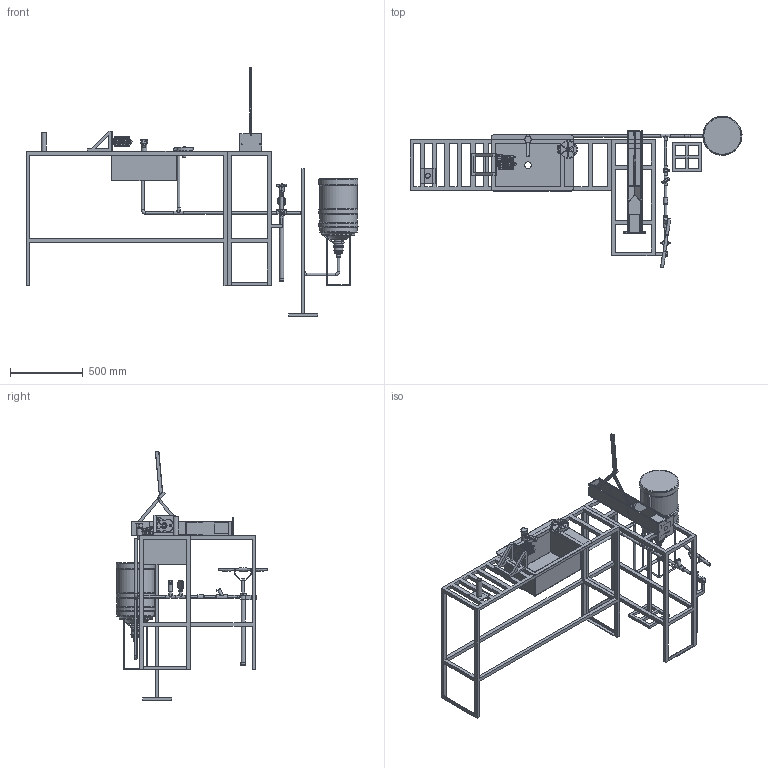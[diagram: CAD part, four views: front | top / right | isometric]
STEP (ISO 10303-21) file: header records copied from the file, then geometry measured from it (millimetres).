
FILE_DESCRIPTION(/* description */ ('STEP AP242','CAx-IF Rec.Pracs.---Representation and Presentation of Product Manufacturing Information (PMI)---4.0---2014-10-13','CAx-IF Rec.Pracs.---3D Tessellated Geometry---0.4---2014-09-14','2;1'),/* implementation_level */ '2;1');
FILE_NAME(/* name */ '65b4f5d06da5e638ca998a23',/* time_stamp */ '2024-01-27T12:23:45Z',/* author */ (''),/* organization */ (''),/* preprocessor_version */ 'ST-DEVELOPER v19.4',/* originating_system */ ' ',/* authorisation */ ' ');
FILE_SCHEMA (('AP242_MANAGED_MODEL_BASED_3D_ENGINEERING_MIM_LF { 1 0 10303 442 1 1 4 }'));
Length unit declared in the file: metre
Products named in the file (49): Assembly 1; Part 1; Part 2; Assembly 1 <1>; Assembly 1 <2>; Assembly 1 <3>
Assembly tree (56 placements, depth 6):
  Assembly 1
    Part 1
    Part 1  x3
    Part 1
    Part 1  x4
    Part 1
    Part 2
    Part 1
    Part 1
    Part 1
    Part 1
    Part 1
    Part 1
    Part 1
    Assembly 1 <1>
      Part 1
      Part 1
      Part 1
      Part 1
      Part 1
      Assembly 1 <2>
        Part 2
        Part 1
      Assembly 1 <3>
        Assembly 1 <1>
          Part 1  x3
          Part 1
          Part 1
          Part 1
        Assembly 1 <3>
          Part 2  x2
          Part 1
          Part 1
          Part 2
        Assembly 1 <2>
          Part 1
          Assembly 1 <1>
            Part 1
            Part 1
            Part 1
          Part 1
      Assembly 1 <1>
        Part 1
        Part 1
        Assembly 1 <1>
          Part 1
          Part 1
          Part 1
    Part 1
Bounding box: 2288.66 x 1046.15 x 1719.94 mm (x, y, z)
Volume: 21424606.9 mm3; surface area: 6254687.8 mm2
Topology: 47 solids, 47 shells, 1360 faces, 3226 edges, 2065 vertices
Faces by surface type: plane 807, cylinder 377, torus 72, bspline 57, cone 28, sphere 19
Full cylindrical faces by diameter (mm): 1 x5, 2 x1, 3 x106, 6 x8, 7 x24, 8 x8, 10 x7, 13 x10, 13.9 x3, 15 x7, 16 x1, 17 x4, 19 x11, 20 x7, 21 x1, 22 x9, 23 x4, 25 x7, 26 x1, 28 x1, 30 x6, 31 x2, 32 x2, 35 x2, 40 x1, 42 x1, 45 x1, 51 x1, 53 x1, 54 x1
Entity records: 41006 total; most frequent: CARTESIAN_POINT 9581, DIRECTION 5835, ORIENTED_EDGE 5156, EDGE_CURVE 2578, AXIS2_PLACEMENT_3D 2128, EDGE_LOOP 1913, FACE_BOUND 1913, VERTEX_POINT 1823
